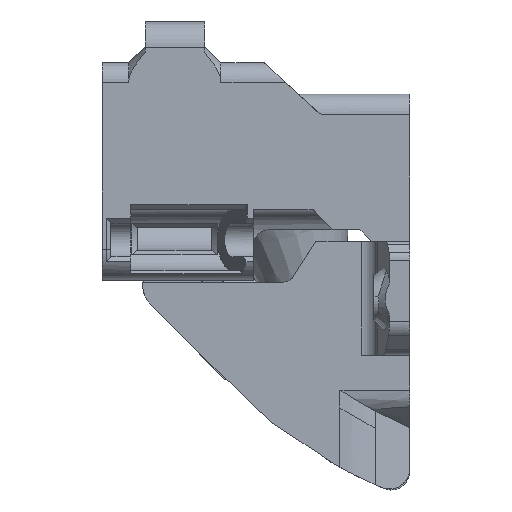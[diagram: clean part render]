
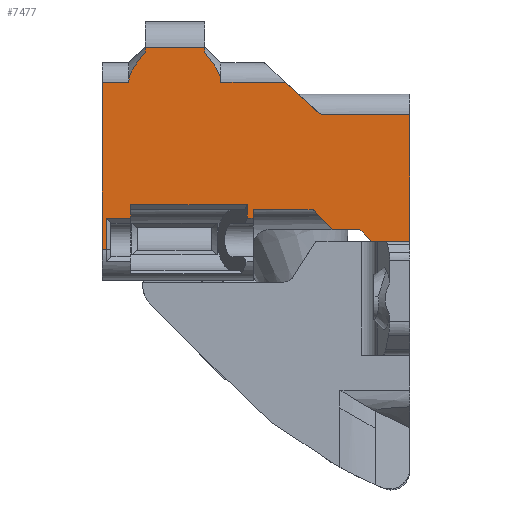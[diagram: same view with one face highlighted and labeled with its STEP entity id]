
A CAD part, left-side view. The second image highlights one B-rep face of the part: STEP entity #7477.
In plain terms, the highlighted planar face has unit normal (-1, 0, 0).
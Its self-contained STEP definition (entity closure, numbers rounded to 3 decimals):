
#354=(
BOUNDED_CURVE()
B_SPLINE_CURVE(2,(#11308,#11309,#11310),.UNSPECIFIED.,.F.,.F.)
B_SPLINE_CURVE_WITH_KNOTS((3,3),(0.339,0.678),
 .UNSPECIFIED.)
CURVE()
GEOMETRIC_REPRESENTATION_ITEM()
RATIONAL_B_SPLINE_CURVE((1.,1.192,1.))
REPRESENTATION_ITEM('')
);
#355=(
BOUNDED_CURVE()
B_SPLINE_CURVE(2,(#11323,#11324,#11325),.UNSPECIFIED.,.F.,.F.)
B_SPLINE_CURVE_WITH_KNOTS((3,3),(0.,0.339),
 .UNSPECIFIED.)
CURVE()
GEOMETRIC_REPRESENTATION_ITEM()
RATIONAL_B_SPLINE_CURVE((1.,1.192,1.))
REPRESENTATION_ITEM('')
);
#626=PLANE('',#8019);
#931=FACE_OUTER_BOUND('',#1331,.T.);
#1331=EDGE_LOOP('',(#6132,#6133,#6134,#6135,#6136,#6137,#6138,#6139,#6140,
#6141,#6142,#6143,#6144,#6145,#6146,#6147,#6148,#6149,#6150,#6151,#6152,
#6153,#6154,#6155));
#1578=LINE('',#10122,#2279);
#1773=LINE('',#10753,#2474);
#1812=LINE('',#10933,#2513);
#1923=LINE('',#11253,#2624);
#1930=LINE('',#11267,#2631);
#1932=LINE('',#11273,#2633);
#1935=LINE('',#11279,#2636);
#1936=LINE('',#11282,#2637);
#1938=LINE('',#11287,#2639);
#1941=LINE('',#11293,#2642);
#1943=LINE('',#11297,#2644);
#1944=LINE('',#11299,#2645);
#1945=LINE('',#11301,#2646);
#1946=LINE('',#11305,#2647);
#1947=LINE('',#11314,#2648);
#1948=LINE('',#11318,#2649);
#1953=LINE('',#11338,#2654);
#1959=LINE('',#11379,#2660);
#1961=LINE('',#11382,#2662);
#1971=LINE('',#11404,#2672);
#1972=LINE('',#11407,#2673);
#1973=LINE('',#11408,#2674);
#2279=VECTOR('',#8315,10.);
#2474=VECTOR('',#8814,10.);
#2513=VECTOR('',#8911,10.);
#2624=VECTOR('',#9190,10.);
#2631=VECTOR('',#9199,10.);
#2633=VECTOR('',#9205,10.);
#2636=VECTOR('',#9212,10.);
#2637=VECTOR('',#9215,10.);
#2639=VECTOR('',#9221,10.);
#2642=VECTOR('',#9228,10.);
#2644=VECTOR('',#9232,10.);
#2645=VECTOR('',#9235,10.);
#2646=VECTOR('',#9238,10.);
#2647=VECTOR('',#9243,10.);
#2648=VECTOR('',#9250,10.);
#2649=VECTOR('',#9255,10.);
#2654=VECTOR('',#9272,10.);
#2660=VECTOR('',#9294,10.);
#2662=VECTOR('',#9298,10.);
#2672=VECTOR('',#9320,10.);
#2673=VECTOR('',#9323,10.);
#2674=VECTOR('',#9324,10.);
#3128=VERTEX_POINT('',#10119);
#3129=VERTEX_POINT('',#10121);
#3293=VERTEX_POINT('',#10750);
#3294=VERTEX_POINT('',#10752);
#3340=VERTEX_POINT('',#10930);
#3341=VERTEX_POINT('',#10932);
#3410=VERTEX_POINT('',#11140);
#3438=VERTEX_POINT('',#11251);
#3442=VERTEX_POINT('',#11261);
#3444=VERTEX_POINT('',#11265);
#3446=VERTEX_POINT('',#11272);
#3447=VERTEX_POINT('',#11277);
#3448=VERTEX_POINT('',#11281);
#3449=VERTEX_POINT('',#11286);
#3450=VERTEX_POINT('',#11290);
#3451=VERTEX_POINT('',#11295);
#3452=VERTEX_POINT('',#11303);
#3453=VERTEX_POINT('',#11307);
#3454=VERTEX_POINT('',#11313);
#3455=VERTEX_POINT('',#11317);
#3456=VERTEX_POINT('',#11321);
#3457=VERTEX_POINT('',#11322);
#3468=VERTEX_POINT('',#11402);
#3469=VERTEX_POINT('',#11406);
#3888=EDGE_CURVE('',#3128,#3129,#1578,.T.);
#4155=EDGE_CURVE('',#3293,#3294,#1773,.T.);
#4217=EDGE_CURVE('',#3340,#3341,#1812,.T.);
#4367=EDGE_CURVE('',#3293,#3438,#1923,.F.);
#4374=EDGE_CURVE('',#3444,#3442,#1930,.T.);
#4377=EDGE_CURVE('',#3442,#3446,#1932,.T.);
#4381=EDGE_CURVE('',#3447,#3446,#1935,.T.);
#4382=EDGE_CURVE('',#3447,#3448,#1936,.T.);
#4385=EDGE_CURVE('',#3449,#3448,#1938,.T.);
#4389=EDGE_CURVE('',#3449,#3450,#1941,.T.);
#4391=EDGE_CURVE('',#3451,#3450,#1943,.T.);
#4392=EDGE_CURVE('',#3410,#3451,#1944,.T.);
#4393=EDGE_CURVE('',#3128,#3410,#1945,.T.);
#4395=EDGE_CURVE('',#3129,#3452,#1946,.T.);
#4396=EDGE_CURVE('',#3452,#3453,#354,.T.);
#4398=EDGE_CURVE('',#3454,#3453,#1947,.T.);
#4400=EDGE_CURVE('',#3454,#3455,#1948,.T.);
#4402=EDGE_CURVE('',#3456,#3457,#355,.T.);
#4409=EDGE_CURVE('',#3456,#3455,#1953,.T.);
#4418=EDGE_CURVE('',#3341,#3444,#1959,.T.);
#4420=EDGE_CURVE('',#3294,#3340,#1961,.T.);
#4431=EDGE_CURVE('',#3438,#3468,#1971,.T.);
#4432=EDGE_CURVE('',#3468,#3469,#1972,.T.);
#4433=EDGE_CURVE('',#3457,#3469,#1973,.T.);
#6132=ORIENTED_EDGE('',*,*,#4432,.T.);
#6133=ORIENTED_EDGE('',*,*,#4433,.F.);
#6134=ORIENTED_EDGE('',*,*,#4402,.F.);
#6135=ORIENTED_EDGE('',*,*,#4409,.T.);
#6136=ORIENTED_EDGE('',*,*,#4400,.F.);
#6137=ORIENTED_EDGE('',*,*,#4398,.T.);
#6138=ORIENTED_EDGE('',*,*,#4396,.F.);
#6139=ORIENTED_EDGE('',*,*,#4395,.F.);
#6140=ORIENTED_EDGE('',*,*,#3888,.F.);
#6141=ORIENTED_EDGE('',*,*,#4393,.T.);
#6142=ORIENTED_EDGE('',*,*,#4392,.T.);
#6143=ORIENTED_EDGE('',*,*,#4391,.T.);
#6144=ORIENTED_EDGE('',*,*,#4389,.F.);
#6145=ORIENTED_EDGE('',*,*,#4385,.T.);
#6146=ORIENTED_EDGE('',*,*,#4382,.F.);
#6147=ORIENTED_EDGE('',*,*,#4381,.T.);
#6148=ORIENTED_EDGE('',*,*,#4377,.F.);
#6149=ORIENTED_EDGE('',*,*,#4374,.F.);
#6150=ORIENTED_EDGE('',*,*,#4418,.F.);
#6151=ORIENTED_EDGE('',*,*,#4217,.F.);
#6152=ORIENTED_EDGE('',*,*,#4420,.F.);
#6153=ORIENTED_EDGE('',*,*,#4155,.F.);
#6154=ORIENTED_EDGE('',*,*,#4367,.T.);
#6155=ORIENTED_EDGE('',*,*,#4431,.T.);
#7477=ADVANCED_FACE('',(#931),#626,.F.);
#8019=AXIS2_PLACEMENT_3D('',#11405,#9321,#9322);
#8315=DIRECTION('',(0.,0.,1.));
#8814=DIRECTION('',(0.,1.,0.));
#8911=DIRECTION('',(0.,1.,0.));
#9190=DIRECTION('',(0.,0.,-1.));
#9199=DIRECTION('',(0.,1.,0.));
#9205=DIRECTION('',(0.,0.,-1.));
#9212=DIRECTION('',(0.,-1.,0.));
#9215=DIRECTION('',(0.,0.,1.));
#9221=DIRECTION('',(0.,-1.,0.));
#9228=DIRECTION('',(0.,0.,-1.));
#9232=DIRECTION('',(0.,-1.,0.));
#9235=DIRECTION('',(0.,0.,1.));
#9238=DIRECTION('',(0.,-1.,0.));
#9243=DIRECTION('',(0.,-1.,0.));
#9250=DIRECTION('',(0.,0.,-1.));
#9255=DIRECTION('',(0.,-1.,0.));
#9272=DIRECTION('',(0.,0.,1.));
#9294=DIRECTION('',(0.,0.707,0.707));
#9298=DIRECTION('',(0.,0.707,0.707));
#9320=DIRECTION('',(0.,1.,0.));
#9321=DIRECTION('center_axis',(1.,0.,0.));
#9322=DIRECTION('ref_axis',(0.,-1.,0.));
#9323=DIRECTION('',(0.,0.739,0.674));
#9324=DIRECTION('',(0.,-1.,0.));
#10119=CARTESIAN_POINT('',(-122.009,26.026,44.719));
#10121=CARTESIAN_POINT('',(-122.009,26.026,61.04));
#10122=CARTESIAN_POINT('',(-122.009,26.026,49.932));
#10750=CARTESIAN_POINT('',(-122.009,-4.04,45.502));
#10752=CARTESIAN_POINT('',(-122.009,-0.29,45.502));
#10753=CARTESIAN_POINT('',(-122.009,11.94,45.502));
#10930=CARTESIAN_POINT('',(-122.009,0.833,46.625));
#10932=CARTESIAN_POINT('',(-122.009,3.465,46.625));
#10933=CARTESIAN_POINT('',(-122.009,4.415,46.625));
#11140=CARTESIAN_POINT('',(-122.009,25.592,44.719));
#11251=CARTESIAN_POINT('',(-122.009,-4.04,57.879));
#11253=CARTESIAN_POINT('',(-122.009,-4.04,50.044));
#11261=CARTESIAN_POINT('',(-122.009,11.266,48.575));
#11265=CARTESIAN_POINT('',(-122.009,5.415,48.575));
#11267=CARTESIAN_POINT('',(-122.009,25.483,48.575));
#11272=CARTESIAN_POINT('',(-122.009,11.266,47.775));
#11273=CARTESIAN_POINT('',(-122.009,11.266,45.886));
#11277=CARTESIAN_POINT('',(-122.009,11.844,47.775));
#11279=CARTESIAN_POINT('',(-122.009,25.483,47.775));
#11281=CARTESIAN_POINT('',(-122.009,11.844,49.075));
#11282=CARTESIAN_POINT('',(-122.009,11.844,45.886));
#11286=CARTESIAN_POINT('',(-122.009,23.238,49.075));
#11287=CARTESIAN_POINT('',(-122.009,25.483,49.075));
#11290=CARTESIAN_POINT('',(-122.009,23.238,47.775));
#11293=CARTESIAN_POINT('',(-122.009,23.238,45.98));
#11295=CARTESIAN_POINT('',(-122.009,25.592,47.775));
#11297=CARTESIAN_POINT('',(-122.009,25.483,47.775));
#11299=CARTESIAN_POINT('',(-122.009,25.592,46.928));
#11301=CARTESIAN_POINT('',(-122.009,22.002,44.719));
#11303=CARTESIAN_POINT('',(-122.009,23.426,61.04));
#11305=CARTESIAN_POINT('',(-122.009,25.675,61.04));
#11307=CARTESIAN_POINT('',(-122.009,21.826,63.979));
#11308=CARTESIAN_POINT('Ctrl Pts',(-122.009,23.426,61.04));
#11309=CARTESIAN_POINT('Ctrl Pts',(-122.009,23.426,62.074));
#11310=CARTESIAN_POINT('Ctrl Pts',(-122.009,21.826,63.979));
#11313=CARTESIAN_POINT('',(-122.009,21.826,64.44));
#11314=CARTESIAN_POINT('',(-122.009,21.826,58.644));
#11317=CARTESIAN_POINT('',(-122.009,16.026,64.44));
#11318=CARTESIAN_POINT('',(-122.009,20.704,64.44));
#11321=CARTESIAN_POINT('',(-122.009,16.026,63.979));
#11322=CARTESIAN_POINT('',(-122.009,14.426,61.04));
#11323=CARTESIAN_POINT('Ctrl Pts',(-122.009,16.026,63.979));
#11324=CARTESIAN_POINT('Ctrl Pts',(-122.009,14.426,62.074));
#11325=CARTESIAN_POINT('Ctrl Pts',(-122.009,14.426,61.04));
#11338=CARTESIAN_POINT('',(-122.009,16.026,57.97));
#11379=CARTESIAN_POINT('',(-122.009,9.748,52.908));
#11382=CARTESIAN_POINT('',(-122.009,6.715,52.507));
#11402=CARTESIAN_POINT('',(-122.009,4.637,57.879));
#11404=CARTESIAN_POINT('',(-122.009,12.364,57.879));
#11405=CARTESIAN_POINT('Origin',(-122.009,25.483,46.625));
#11406=CARTESIAN_POINT('',(-122.009,8.104,61.04));
#11407=CARTESIAN_POINT('',(-122.009,10.73,63.434));
#11408=CARTESIAN_POINT('',(-122.009,25.675,61.04));
